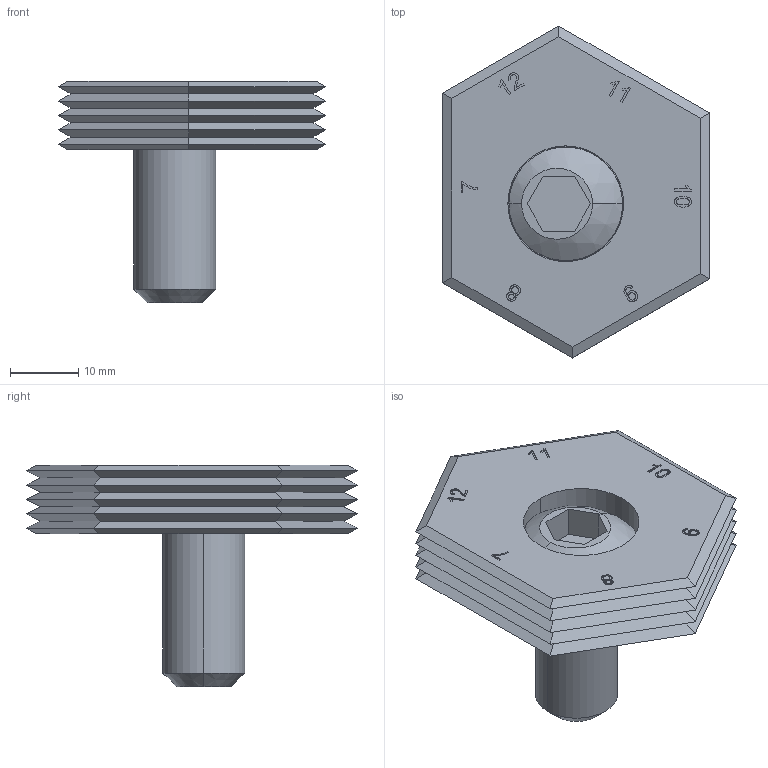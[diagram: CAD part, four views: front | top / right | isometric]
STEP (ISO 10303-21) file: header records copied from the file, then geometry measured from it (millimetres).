
FILE_DESCRIPTION (( 'STEP AP203' ), '1' );
FILE_NAME ('mbspc1823s.STEP', '2021-10-26T02:40:20', ( '' ), ( '' ), 'SwSTEP 2.0', 'SolidWorks 2020', '' );
FILE_SCHEMA (( 'CONFIG_CONTROL_DESIGN' ));
Length unit declared in the file: millimetre
Products named in the file (3): mbspc1823s_01; mbspc1823s_02; mbspc1823s
Assembly tree (2 placements, depth 2):
  mbspc1823s
    mbspc1823s_01
    mbspc1823s_02
Bounding box: 39 x 48.5 x 32.37 mm (x, y, z)
Volume: 14983.7 mm3; surface area: 7120.7 mm2
Topology: 2 solids, 2 shells, 187 faces, 443 edges, 276 vertices
Faces by surface type: plane 116, bspline 59, cylinder 8, sphere 2, cone 2
Entity records: 8909 total; most frequent: CARTESIAN_POINT 4715, ORIENTED_EDGE 886, DIRECTION 609, EDGE_CURVE 443, VECTOR 303, LINE 303, VERTEX_POINT 276, EDGE_LOOP 205
